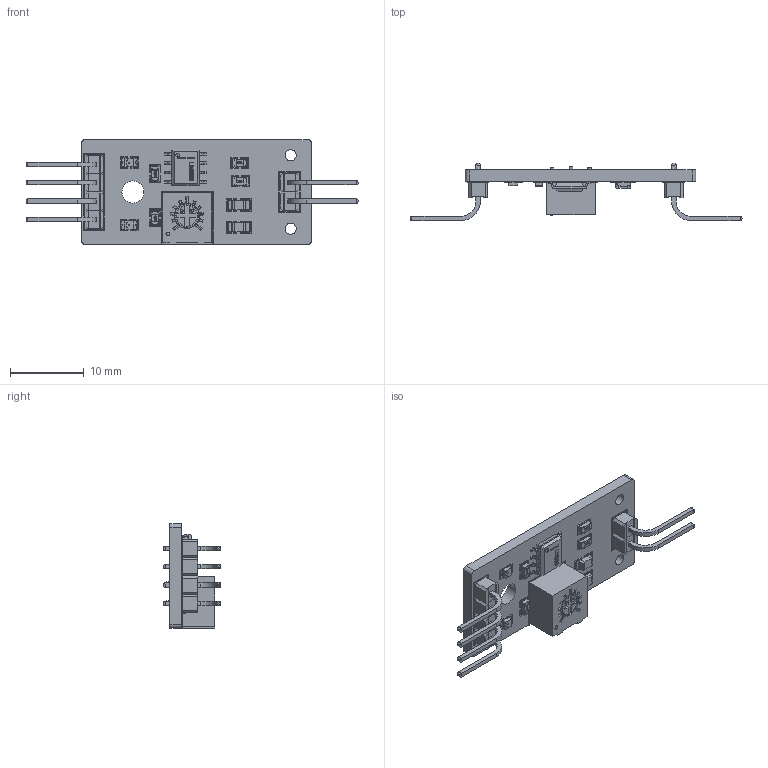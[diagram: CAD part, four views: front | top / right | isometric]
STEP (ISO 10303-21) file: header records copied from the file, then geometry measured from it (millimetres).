
FILE_DESCRIPTION(/* description */ (''),/* implementation_level */ '2;1');
FILE_NAME(/* name */ 'SOIL MS BOARD v3.step',/* time_stamp */ '2024-10-05T16:05:28+05:30',/* author */ (''),/* organization */ (''),/* preprocessor_version */ 'ST-DEVELOPER v20',/* originating_system */ 'Autodesk Translation Framework v13.14.0.145',/* authorisation */ '');
FILE_SCHEMA (('AUTOMOTIVE_DESIGN { 1 0 10303 214 3 1 1 }'));
Length unit declared in the file: millimetre
Products named in the file (14): SOIL MS BOARD; 90degree pin v2; 90degree pin v2_1; 90degree pin v2_2; 90degree pin v2_3; 90degree pin v2_4; 90degree pin v2_5; pin base; LED; LM393 SMD IC SOIC(8) v2; 3362 smd resistor pot v3; 102 SMD Resistor v1; 102 SMD Resistor v1 (1); 0805 Ceramic Capacitor v1
Assembly tree (24 placements, depth 3):
  SOIL MS BOARD
    90degree pin v2
      pin base
    90degree pin v2_1
      pin base
    90degree pin v2_2
      pin base
    90degree pin v2_3
      pin base
    90degree pin v2_4
      pin base
    90degree pin v2_5
      pin base
    LED  x2
    102 SMD Resistor v1  x4
    LM393 SMD IC SOIC(8) v2
    3362 smd resistor pot v3
    102 SMD Resistor v1 (1)  x2
    0805 Ceramic Capacitor v1  x2
Bounding box: 45.11 x 7.8 x 14.2 mm (x, y, z)
Volume: 1038.1 mm3; surface area: 1969.3 mm2
Topology: 50 solids, 50 shells, 1228 faces, 3425 edges, 2360 vertices
Faces by surface type: plane 930, cylinder 211, bspline 85, cone 1, sphere 1
Full cylindrical faces by diameter (mm): 0.15 x2, 0.314 x2, 0.404 x2, 0.46 x3, 0.5 x1, 1.5 x2, 3 x1, 3.026 x1, 3.295 x1
Entity records: 29396 total; most frequent: CARTESIAN_POINT 6744, ORIENTED_EDGE 4786, DIRECTION 4158, EDGE_CURVE 2393, LINE 1804, VECTOR 1804, VERTEX_POINT 1598, AXIS2_PLACEMENT_3D 1177
